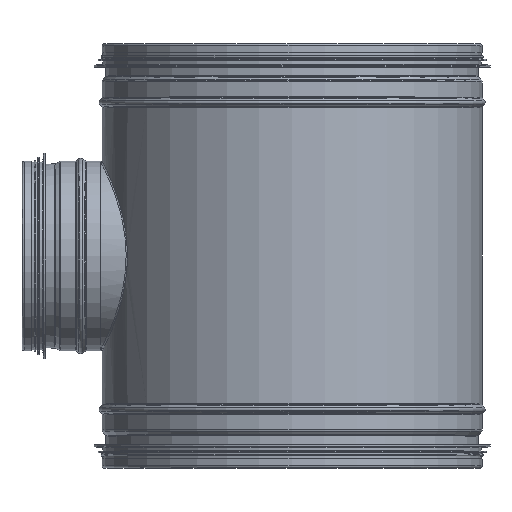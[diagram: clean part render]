
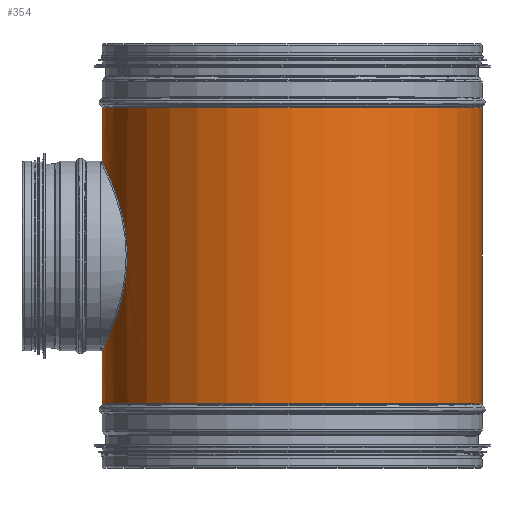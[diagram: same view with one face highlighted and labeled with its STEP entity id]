
A CAD part, top view. The second image highlights one B-rep face of the part: STEP entity #354.
In plain terms, the highlighted cylindrical face has radius 124.45 mm (diameter 248.9 mm), a full revolution.
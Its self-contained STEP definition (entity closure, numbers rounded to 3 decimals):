
#233=CARTESIAN_POINT('',(-107.891,138.5,62.027));
#234=VERTEX_POINT('',#233);
#273=CARTESIAN_POINT('',(-107.891,138.5,62.027));
#274=CARTESIAN_POINT('',(-107.891,143.258,62.027));
#275=CARTESIAN_POINT('',(-108.526,152.775,60.939));
#276=CARTESIAN_POINT('',(-111.951,170.544,54.658));
#277=CARTESIAN_POINT('',(-117.225,185.174,43.027));
#278=CARTESIAN_POINT('',(-121.616,195.163,27.428));
#279=CARTESIAN_POINT('',(-123.905,199.93,14.161));
#280=CARTESIAN_POINT('',(-124.723,201.573,0.002));
#281=CARTESIAN_POINT('',(-123.814,199.748,-15.74));
#282=CARTESIAN_POINT('',(-120.714,193.284,-31.755));
#283=CARTESIAN_POINT('',(-115.844,181.63,-46.132));
#284=CARTESIAN_POINT('',(-110.972,166.311,-56.574));
#285=CARTESIAN_POINT('',(-107.759,148.173,-62.262));
#286=CARTESIAN_POINT('',(-107.764,128.828,-62.259));
#287=CARTESIAN_POINT('',(-110.97,110.688,-56.575));
#288=CARTESIAN_POINT('',(-115.845,95.37,-46.131));
#289=CARTESIAN_POINT('',(-120.713,83.717,-31.754));
#290=CARTESIAN_POINT('',(-124.099,76.662,-14.284));
#291=CARTESIAN_POINT('',(-124.85,75.178,4.811));
#292=CARTESIAN_POINT('',(-122.674,79.55,23.338));
#293=CARTESIAN_POINT('',(-117.663,90.611,42.062));
#294=CARTESIAN_POINT('',(-111.952,106.454,54.656));
#295=CARTESIAN_POINT('',(-108.526,124.226,60.939));
#296=CARTESIAN_POINT('',(-107.891,133.742,62.027));
#297=CARTESIAN_POINT('',(-107.891,138.5,62.027));
#298=B_SPLINE_CURVE_WITH_KNOTS('',3,(#273,#274,#275,#276,#277,#278,#279,#280,#281,#282,#283,#284,#285,#286,#287,#288,#289,#290,#291,#292,#293,#294,#295,#296,#297),.UNSPECIFIED.,.T.,.U.,(4,1,1,1,1,1,1,1,1,1,1,1,1,1,1,1,1,1,1,1,1,1,4),(-37.82,-36.469,-35.118,-32.417,-31.066,-29.716,-28.365,-27.014,-25.213,-23.412,-21.611,-19.81,-18.009,-16.209,-14.408,-12.607,-10.806,-9.005,-7.204,-5.403,-2.701,-1.351,0.0),.UNSPECIFIED.);
#299=EDGE_CURVE('',#234,#234,#298,.T.);
#324=CARTESIAN_POINT('',(0.0,90.0,0.0));
#325=DIRECTION('',(0.0,-1.0,0.0));
#326=DIRECTION('',(1.0,0.0,0.0));
#327=AXIS2_PLACEMENT_3D('',#324,#325,#326);
#328=CYLINDRICAL_SURFACE('',#327,124.45);
#329=CARTESIAN_POINT('',(124.45,235.5,0.0));
#330=VERTEX_POINT('',#329);
#331=CARTESIAN_POINT('',(0.0,235.5,0.0));
#332=DIRECTION('',(0.0,-1.0,0.0));
#333=DIRECTION('',(1.0,0.0,0.0));
#334=AXIS2_PLACEMENT_3D('',#331,#332,#333);
#335=CIRCLE('',#334,124.45);
#336=EDGE_CURVE('',#330,#330,#335,.T.);
#337=ORIENTED_EDGE('',*,*,#336,.T.);
#338=EDGE_LOOP('',(#337));
#339=FACE_OUTER_BOUND('',#338,.T.);
#340=CARTESIAN_POINT('',(124.45,41.5,0.0));
#341=VERTEX_POINT('',#340);
#342=CARTESIAN_POINT('',(0.0,41.5,0.0));
#343=DIRECTION('',(0.0,-1.0,0.0));
#344=DIRECTION('',(1.0,0.0,0.0));
#345=AXIS2_PLACEMENT_3D('',#342,#343,#344);
#346=CIRCLE('',#345,124.45);
#347=EDGE_CURVE('',#341,#341,#346,.T.);
#348=ORIENTED_EDGE('',*,*,#347,.F.);
#349=EDGE_LOOP('',(#348));
#350=FACE_BOUND('',#349,.T.);
#351=ORIENTED_EDGE('',*,*,#299,.F.);
#352=EDGE_LOOP('',(#351));
#353=FACE_BOUND('',#352,.T.);
#354=ADVANCED_FACE('',(#339,#350,#353),#328,.T.);
